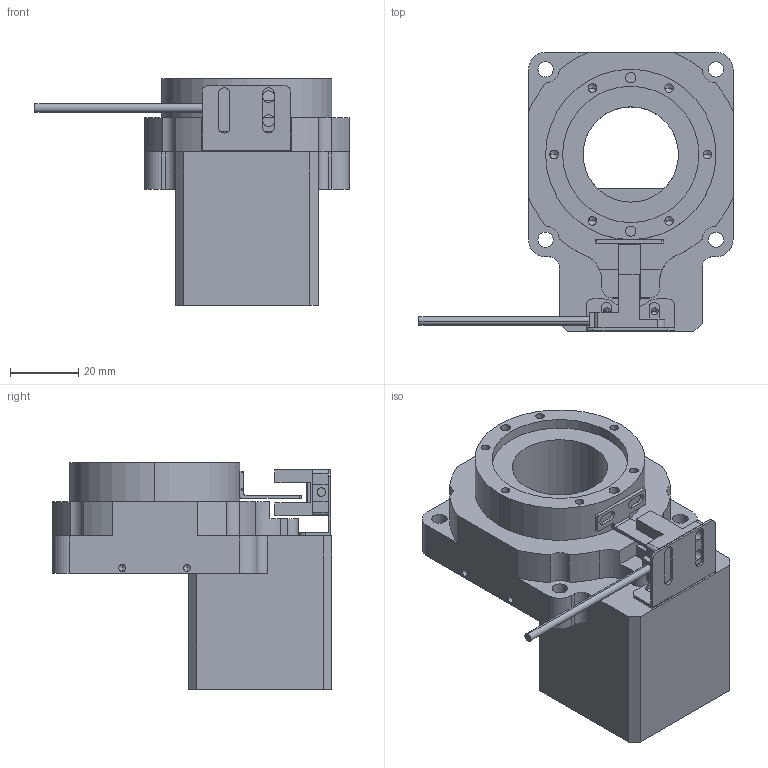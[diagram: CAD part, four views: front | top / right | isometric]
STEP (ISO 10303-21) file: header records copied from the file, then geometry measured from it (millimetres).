
FILE_DESCRIPTION (( 'STEP AP214' ), '1' );
FILE_NAME ('KTN60-10K-8-30-46-M4 .STEP', '2022-09-08T08:58:36', ( '' ), ( '' ), 'SwSTEP 2.0', 'SolidWorks 2020', '' );
FILE_SCHEMA (( 'AUTOMOTIVE_DESIGN' ));
Length unit declared in the file: millimetre
Products named in the file (5): SX674; KTN60-10K-8-30-46-M4 ; 覜茼ん盓殤; KTN60-10K-8-30-46-M4; 覜茼え2
Assembly tree (4 placements, depth 2):
  KTN60-10K-8-30-46-M4 
    KTN60-10K-8-30-46-M4
    覜茼ん盓殤
    SX674
    覜茼え2
Bounding box: 92.14 x 81.9 x 66.5 mm (x, y, z)
Volume: 139593.8 mm3; surface area: 29497.8 mm2
Topology: 4 solids, 6 shells, 273 faces, 721 edges, 450 vertices
Faces by surface type: cylinder 120, plane 117, cone 36
Entity records: 8790 total; most frequent: DIRECTION 1489, CARTESIAN_POINT 1415, ORIENTED_EDGE 1370, EDGE_CURVE 685, AXIS2_PLACEMENT_3D 524, VERTEX_POINT 450, LINE 441, VECTOR 441
